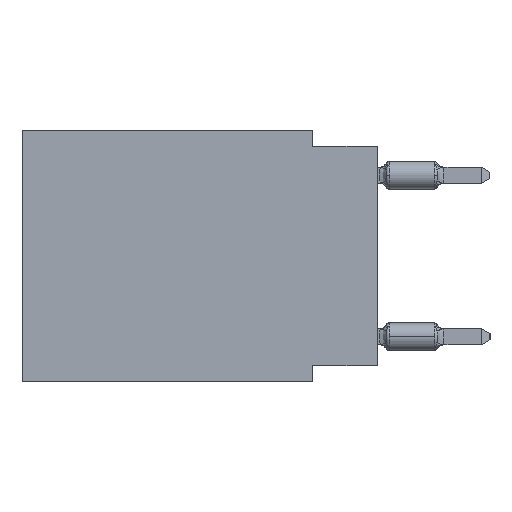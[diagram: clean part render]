
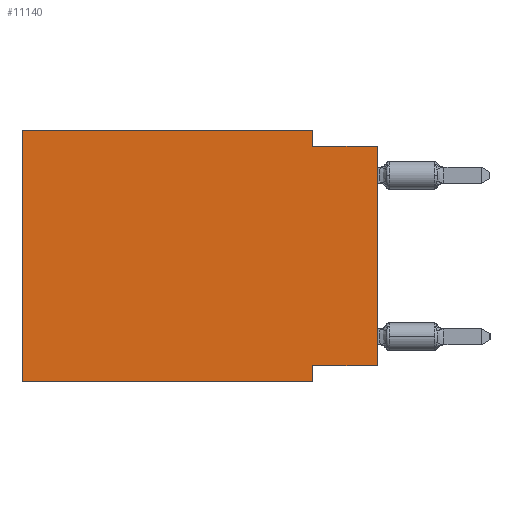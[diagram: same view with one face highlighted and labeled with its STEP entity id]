
A CAD part, left-side view. The second image highlights one B-rep face of the part: STEP entity #11140.
In plain terms, the highlighted planar face has unit normal (-1, 0, 0).
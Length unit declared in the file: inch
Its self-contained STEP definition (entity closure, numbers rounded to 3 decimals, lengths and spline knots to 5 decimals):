
#61 = LINE ( 'NONE', #9018, #16326 ) ;
#260 = ORIENTED_EDGE ( 'NONE', *, *, #3058, .F. ) ;
#655 = LINE ( 'NONE', #21159, #7780 ) ;
#738 = VECTOR ( 'NONE', #3783, 39.37008 ) ;
#1624 = EDGE_CURVE ( 'NONE', #16437, #5598, #12624, .T. ) ;
#2427 = CARTESIAN_POINT ( 'NONE',  ( 0., 0.1, 0. ) ) ;
#2567 = EDGE_CURVE ( 'NONE', #16437, #17399, #20002, .T. ) ;
#2706 = EDGE_CURVE ( 'NONE', #10645, #12355, #3375, .T. ) ;
#2782 = CARTESIAN_POINT ( 'NONE',  ( 0., 0.1, -0.365 ) ) ;
#3058 = EDGE_CURVE ( 'NONE', #21686, #17399, #4261, .T. ) ;
#3316 = CARTESIAN_POINT ( 'NONE',  ( 0., 0., -0.365 ) ) ;
#3375 = LINE ( 'NONE', #15912, #5145 ) ;
#3455 = AXIS2_PLACEMENT_3D ( 'NONE', #13875, #5341, #5116 ) ;
#3783 = DIRECTION ( 'NONE',  ( 0., 0., 1. ) ) ;
#3989 = EDGE_CURVE ( 'NONE', #5598, #13326, #16507, .T. ) ;
#4261 = LINE ( 'NONE', #9516, #17300 ) ;
#4674 = CARTESIAN_POINT ( 'NONE',  ( 0., 0.1, 0. ) ) ;
#5116 = DIRECTION ( 'NONE',  ( 0., 0., -1. ) ) ;
#5145 = VECTOR ( 'NONE', #13955, 39.37008 ) ;
#5341 = DIRECTION ( 'NONE',  ( 1., 0., 0. ) ) ;
#5470 = CARTESIAN_POINT ( 'NONE',  ( 0., 0.55, -0.39 ) ) ;
#5477 = CARTESIAN_POINT ( 'NONE',  ( 0., 0., 0. ) ) ;
#5598 = VERTEX_POINT ( 'NONE', #2782 ) ;
#6053 = LINE ( 'NONE', #4674, #11448 ) ;
#6577 = VECTOR ( 'NONE', #18151, 39.37008 ) ;
#6835 = PLANE ( 'NONE',  #3455 ) ;
#7780 = VECTOR ( 'NONE', #14573, 39.37008 ) ;
#8562 = FACE_OUTER_BOUND ( 'NONE', #21683, .T. ) ;
#9018 = CARTESIAN_POINT ( 'NONE',  ( 0., 0.55, 0. ) ) ;
#9183 = EDGE_CURVE ( 'NONE', #12070, #21686, #6053, .T. ) ;
#9233 = VECTOR ( 'NONE', #21827, 39.37008 ) ;
#9402 = DIRECTION ( 'NONE',  ( 0., 0., -1. ) ) ;
#9516 = CARTESIAN_POINT ( 'NONE',  ( 0., 0., -0.025 ) ) ;
#9703 = CARTESIAN_POINT ( 'NONE',  ( 0., 0.1, -0.39 ) ) ;
#10626 = ORIENTED_EDGE ( 'NONE', *, *, #2706, .F. ) ;
#10645 = VERTEX_POINT ( 'NONE', #5470 ) ;
#11002 = EDGE_CURVE ( 'NONE', #12355, #12070, #61, .T. ) ;
#11140 = ADVANCED_FACE ( 'NONE', ( #8562 ), #6835, .F. ) ;
#11448 = VECTOR ( 'NONE', #9402, 39.37008 ) ;
#11877 = CARTESIAN_POINT ( 'NONE',  ( 0., 0.1, -0.025 ) ) ;
#12070 = VERTEX_POINT ( 'NONE', #2427 ) ;
#12355 = VERTEX_POINT ( 'NONE', #14226 ) ;
#12624 = LINE ( 'NONE', #19642, #6577 ) ;
#13326 = VERTEX_POINT ( 'NONE', #16576 ) ;
#13722 = ORIENTED_EDGE ( 'NONE', *, *, #20917, .T. ) ;
#13875 = CARTESIAN_POINT ( 'NONE',  ( 0., 0.55, 0. ) ) ;
#13955 = DIRECTION ( 'NONE',  ( 0., 0., 1. ) ) ;
#14106 = DIRECTION ( 'NONE',  ( 0., -1., 0. ) ) ;
#14226 = CARTESIAN_POINT ( 'NONE',  ( 0., 0.55, 0. ) ) ;
#14573 = DIRECTION ( 'NONE',  ( 0., -1., 0. ) ) ;
#14716 = ORIENTED_EDGE ( 'NONE', *, *, #1624, .F. ) ;
#14821 = ORIENTED_EDGE ( 'NONE', *, *, #9183, .F. ) ;
#15573 = CARTESIAN_POINT ( 'NONE',  ( 0., 0., -0.025 ) ) ;
#15912 = CARTESIAN_POINT ( 'NONE',  ( 0., 0.55, 0. ) ) ;
#16326 = VECTOR ( 'NONE', #14106, 39.37008 ) ;
#16437 = VERTEX_POINT ( 'NONE', #3316 ) ;
#16507 = LINE ( 'NONE', #9703, #9233 ) ;
#16576 = CARTESIAN_POINT ( 'NONE',  ( 0., 0.1, -0.39 ) ) ;
#16725 = ORIENTED_EDGE ( 'NONE', *, *, #11002, .F. ) ;
#17300 = VECTOR ( 'NONE', #18398, 39.37008 ) ;
#17399 = VERTEX_POINT ( 'NONE', #15573 ) ;
#17564 = ORIENTED_EDGE ( 'NONE', *, *, #2567, .T. ) ;
#18151 = DIRECTION ( 'NONE',  ( 0., 1., 0. ) ) ;
#18398 = DIRECTION ( 'NONE',  ( 0., -1., 0. ) ) ;
#19063 = ORIENTED_EDGE ( 'NONE', *, *, #3989, .F. ) ;
#19642 = CARTESIAN_POINT ( 'NONE',  ( 0., 0., -0.365 ) ) ;
#20002 = LINE ( 'NONE', #5477, #738 ) ;
#20917 = EDGE_CURVE ( 'NONE', #10645, #13326, #655, .T. ) ;
#21159 = CARTESIAN_POINT ( 'NONE',  ( 0., 0.55, -0.39 ) ) ;
#21683 = EDGE_LOOP ( 'NONE', ( #17564, #260, #14821, #16725, #10626, #13722, #19063, #14716 ) ) ;
#21686 = VERTEX_POINT ( 'NONE', #11877 ) ;
#21827 = DIRECTION ( 'NONE',  ( 0., 0., -1. ) ) ;
